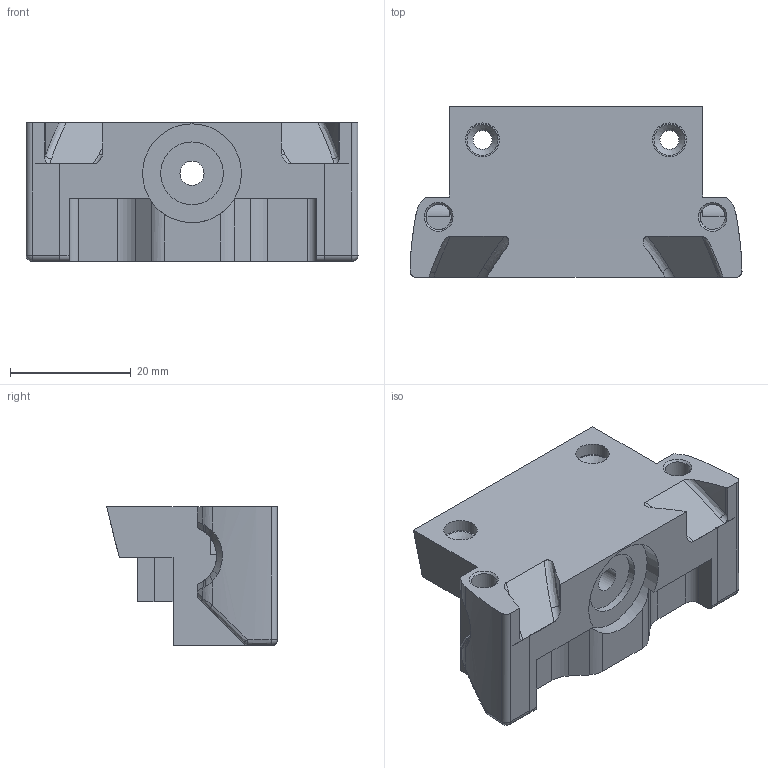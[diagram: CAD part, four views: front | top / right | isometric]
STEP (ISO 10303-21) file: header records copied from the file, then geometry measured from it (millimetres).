
FILE_DESCRIPTION(/* description */ (''),/* implementation_level */ '2;1');
FILE_NAME(/* name */ 'Jubilee LGX afterburner adapter.stp',/* time_stamp */ '2022-06-27T09:47:05+02:00',/* author */ ('CAD'),/* organization */ (''),/* preprocessor_version */ 'ST-DEVELOPER v16.5',/* originating_system */ 'Autodesk Inventor 2017',/* authorisation */ '');
FILE_SCHEMA (('AUTOMOTIVE_DESIGN { 1 0 10303 214 3 1 1 }'));
Length unit declared in the file: millimetre
Products named in the file (1): Jubilee LGX afterburner adapter
Bounding box: 55.04 x 28.3 x 23 mm (x, y, z)
Volume: 20819.6 mm3; surface area: 7394.7 mm2
Topology: 1 solids, 1 shells, 161 faces, 431 edges, 275 vertices
Faces by surface type: plane 65, cylinder 46, bspline 40, cone 6, sphere 4
Full cylindrical faces by diameter (mm): 3.15 x2, 4 x1, 4.15 x3, 4.2 x2, 5.6 x2, 10.4 x1, 16.4 x1
Entity records: 5952 total; most frequent: CARTESIAN_POINT 2128, ORIENTED_EDGE 812, DIRECTION 727, EDGE_CURVE 406, VERTEX_POINT 268, AXIS2_PLACEMENT_3D 258, LINE 211, VECTOR 211
